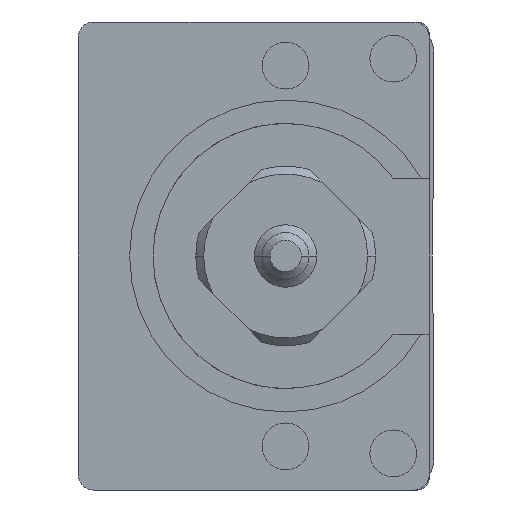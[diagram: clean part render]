
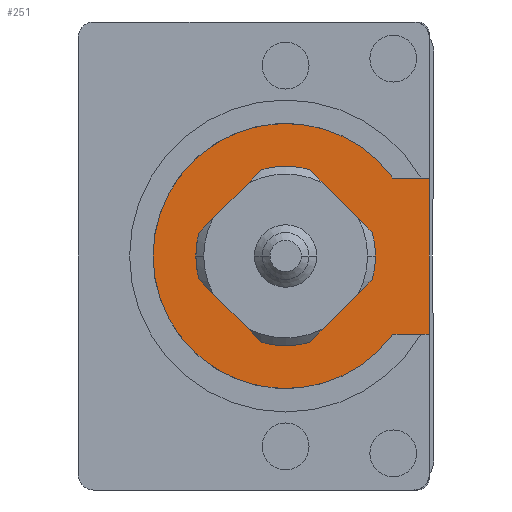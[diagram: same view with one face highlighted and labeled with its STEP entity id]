
A CAD part, left-side view. The second image highlights one B-rep face of the part: STEP entity #251.
In plain terms, the highlighted planar face has unit normal (-1, 0, 0).
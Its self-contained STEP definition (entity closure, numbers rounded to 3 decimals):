
#251 = ADVANCED_FACE( '', ( #868, #869 ), #870, .F. );
#868 = FACE_OUTER_BOUND( '', #1896, .T. );
#869 = FACE_BOUND( '', #1897, .T. );
#870 = PLANE( '', #1898 );
#1896 = EDGE_LOOP( '', ( #3581, #3582, #3583, #3584, #3585, #3586, #3587, #3588 ) );
#1897 = EDGE_LOOP( '', ( #3589, #3590 ) );
#1898 = AXIS2_PLACEMENT_3D( '', #3591, #3592, #3593 );
#3581 = ORIENTED_EDGE( '', *, *, #6637, .T. );
#3582 = ORIENTED_EDGE( '', *, *, #6915, .T. );
#3583 = ORIENTED_EDGE( '', *, *, #6916, .F. );
#3584 = ORIENTED_EDGE( '', *, *, #6917, .F. );
#3585 = ORIENTED_EDGE( '', *, *, #6918, .T. );
#3586 = ORIENTED_EDGE( '', *, *, #6904, .T. );
#3587 = ORIENTED_EDGE( '', *, *, #6919, .F. );
#3588 = ORIENTED_EDGE( '', *, *, #6914, .F. );
#3589 = ORIENTED_EDGE( '', *, *, #6885, .T. );
#3590 = ORIENTED_EDGE( '', *, *, #6682, .T. );
#3591 = CARTESIAN_POINT( '', ( -12., 4.25, 0. ) );
#3592 = DIRECTION( '', ( 1., 0., 0. ) );
#3593 = DIRECTION( '', ( 0., -1., 0. ) );
#6637 = EDGE_CURVE( '', #7916, #7914, #7917, .T. );
#6682 = EDGE_CURVE( '', #7998, #7995, #7999, .T. );
#6885 = EDGE_CURVE( '', #7995, #7998, #8327, .T. );
#6904 = EDGE_CURVE( '', #8353, #8351, #8354, .T. );
#6914 = EDGE_CURVE( '', #7916, #8366, #8368, .T. );
#6915 = EDGE_CURVE( '', #7914, #8369, #8370, .T. );
#6916 = EDGE_CURVE( '', #8371, #8369, #8372, .T. );
#6917 = EDGE_CURVE( '', #8373, #8371, #8374, .T. );
#6918 = EDGE_CURVE( '', #8373, #8353, #8375, .T. );
#6919 = EDGE_CURVE( '', #8366, #8351, #8376, .T. );
#7914 = VERTEX_POINT( '', #9977 );
#7916 = VERTEX_POINT( '', #9980 );
#7917 = CIRCLE( '', #9981, 8.5 );
#7995 = VERTEX_POINT( '', #10129 );
#7998 = VERTEX_POINT( '', #10133 );
#7999 = CIRCLE( '', #10134, 3.75 );
#8327 = CIRCLE( '', #10686, 3.75 );
#8351 = VERTEX_POINT( '', #10724 );
#8353 = VERTEX_POINT( '', #10726 );
#8354 = LINE( '', #10727, #10728 );
#8366 = VERTEX_POINT( '', #10754 );
#8368 = LINE( '', #10756, #10757 );
#8369 = VERTEX_POINT( '', #10758 );
#8370 = LINE( '', #10759, #10760 );
#8371 = VERTEX_POINT( '', #10761 );
#8372 = LINE( '', #10762, #10763 );
#8373 = VERTEX_POINT( '', #10764 );
#8374 = LINE( '', #10765, #10766 );
#8375 = CIRCLE( '', #10767, 8.5 );
#8376 = LINE( '', #10768, #10769 );
#9977 = CARTESIAN_POINT( '', ( -12., -6.874, -5. ) );
#9980 = CARTESIAN_POINT( '', ( -12., 4., -7.5 ) );
#9981 = AXIS2_PLACEMENT_3D( '', #13089, #13090, #13091 );
#10129 = CARTESIAN_POINT( '', ( -12., 3.75, 0. ) );
#10133 = CARTESIAN_POINT( '', ( -12., -3.75, 0. ) );
#10134 = AXIS2_PLACEMENT_3D( '', #13172, #13173, #13174 );
#10686 = AXIS2_PLACEMENT_3D( '', #13574, #13575, #13576 );
#10724 = CARTESIAN_POINT( '', ( -12., 13.3, 7.5 ) );
#10726 = CARTESIAN_POINT( '', ( -12., 4., 7.5 ) );
#10727 = CARTESIAN_POINT( '', ( -12., 0., 7.5 ) );
#10728 = VECTOR( '', #13618, 1. );
#10754 = CARTESIAN_POINT( '', ( -12., 13.3, -7.5 ) );
#10756 = CARTESIAN_POINT( '', ( -12., 0., -7.5 ) );
#10757 = VECTOR( '', #13633, 1. );
#10758 = CARTESIAN_POINT( '', ( -12., -9.2, -5. ) );
#10759 = CARTESIAN_POINT( '', ( -12., 0., -5. ) );
#10760 = VECTOR( '', #13634, 1. );
#10761 = CARTESIAN_POINT( '', ( -12., -9.2, 5. ) );
#10762 = CARTESIAN_POINT( '', ( -12., -9.2, 9.5 ) );
#10763 = VECTOR( '', #13635, 1. );
#10764 = CARTESIAN_POINT( '', ( -12., -6.874, 5. ) );
#10765 = CARTESIAN_POINT( '', ( -12., 0., 5. ) );
#10766 = VECTOR( '', #13636, 1. );
#10767 = AXIS2_PLACEMENT_3D( '', #13637, #13638, #13639 );
#10768 = CARTESIAN_POINT( '', ( -12., 13.3, -10.75 ) );
#10769 = VECTOR( '', #13640, 1. );
#13089 = CARTESIAN_POINT( '', ( -12., 0., 0. ) );
#13090 = DIRECTION( '', ( -1., 0., 0. ) );
#13091 = DIRECTION( '', ( 0., 1., 0. ) );
#13172 = CARTESIAN_POINT( '', ( -12., 0., 0. ) );
#13173 = DIRECTION( '', ( 1., 0., 0. ) );
#13174 = DIRECTION( '', ( 0., 1., 0. ) );
#13574 = CARTESIAN_POINT( '', ( -12., 0., 0. ) );
#13575 = DIRECTION( '', ( 1., 0., 0. ) );
#13576 = DIRECTION( '', ( 0., 1., 0. ) );
#13618 = DIRECTION( '', ( 0., 1., 0. ) );
#13633 = DIRECTION( '', ( 0., 1., 0. ) );
#13634 = DIRECTION( '', ( 0., -1., 0. ) );
#13635 = DIRECTION( '', ( 0., 0., -1. ) );
#13636 = DIRECTION( '', ( 0., -1., 0. ) );
#13637 = CARTESIAN_POINT( '', ( -12., 0., 0. ) );
#13638 = DIRECTION( '', ( -1., 0., 0. ) );
#13639 = DIRECTION( '', ( 0., 1., 0. ) );
#13640 = DIRECTION( '', ( 0., 0., 1. ) );
